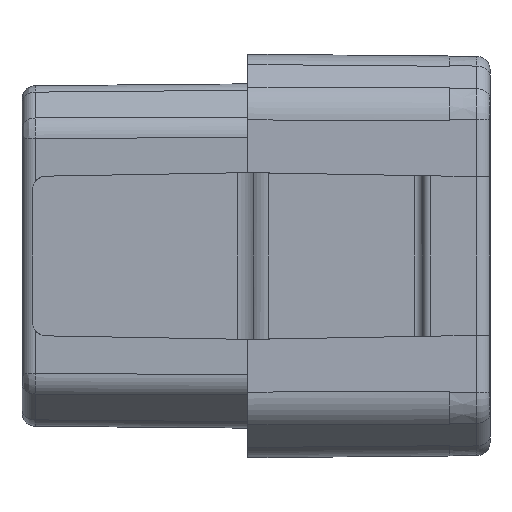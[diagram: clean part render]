
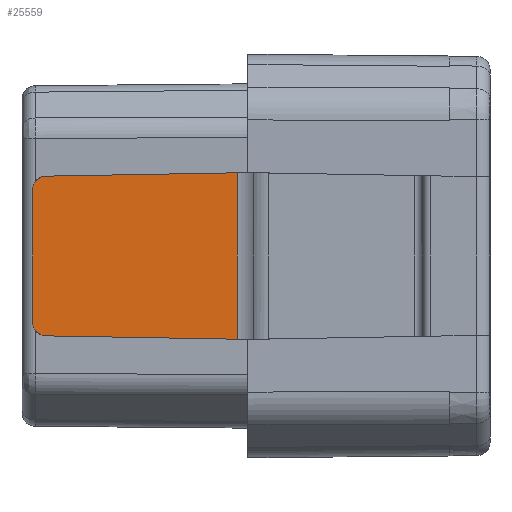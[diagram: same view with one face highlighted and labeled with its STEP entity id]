
A CAD part, left-side view. The second image highlights one B-rep face of the part: STEP entity #25559.
In plain terms, the highlighted planar face has unit normal (-1, 0.018, 0).
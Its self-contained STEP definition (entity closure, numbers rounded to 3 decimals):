
#6091=CARTESIAN_POINT('',(-20.593,0.392,
3.093));
#6109=CARTESIAN_POINT('',(-20.593,0.392,
-3.093));
#6147=DIRECTION('',(0.,0.,-1.));
#6148=VECTOR('',#6147,4.938);
#6149=CARTESIAN_POINT('',(-20.46,8.,2.469));
#6150=LINE('',#6149,#6148);
#6171=CARTESIAN_POINT('',(-20.46,8.,-2.469));
#6172=CARTESIAN_POINT('',(-20.46,8.,-2.551));
#6173=CARTESIAN_POINT('',(-20.461,7.965,
-2.68));
#6174=CARTESIAN_POINT('',(-20.463,7.864,
-2.827));
#6175=CARTESIAN_POINT('',(-20.465,7.719,
-2.93));
#6176=CARTESIAN_POINT('',(-20.468,7.591,
-2.968));
#6177=CARTESIAN_POINT('',(-20.469,7.509,
-2.969));
#6179=CARTESIAN_POINT('',(-20.469,7.509,2.969));
#6180=CARTESIAN_POINT('',(-20.468,7.591,2.968));
#6181=CARTESIAN_POINT('',(-20.465,7.719,2.93));
#6182=CARTESIAN_POINT('',(-20.463,7.864,2.827));
#6183=CARTESIAN_POINT('',(-20.461,7.965,2.68));
#6184=CARTESIAN_POINT('',(-20.46,8.,2.551));
#6185=CARTESIAN_POINT('',(-20.46,8.,2.469));
#6187=DIRECTION('',(-0.017,-1.,0.017));
#6188=VECTOR('',#6187,7.119);
#6189=CARTESIAN_POINT('',(-20.469,7.509,2.969));
#6190=LINE('',#6189,#6188);
#6191=DIRECTION('',(0.,0.,-1.));
#6192=VECTOR('',#6191,6.186);
#6193=CARTESIAN_POINT('',(-20.593,0.392,
3.093));
#6194=LINE('',#6193,#6192);
#6199=DIRECTION('',(-0.017,-1.,-0.017));
#6200=VECTOR('',#6199,7.119);
#6201=CARTESIAN_POINT('',(-20.469,7.509,
-2.969));
#6202=LINE('',#6201,#6200);
#13950=VERTEX_POINT('',#6091);
#13955=VERTEX_POINT('',#6109);
#14158=VERTEX_POINT('',#6171);
#14159=VERTEX_POINT('',#6177);
#14163=CARTESIAN_POINT('',(-20.469,7.509,
2.969));
#14164=VERTEX_POINT('',#14163);
#14165=VERTEX_POINT('',#6185);
#25544=CARTESIAN_POINT('',(-20.6,0.,-3.723));
#25545=DIRECTION('',(-1.,0.017,0.));
#25546=DIRECTION('',(0.,0.,1.));
#25547=AXIS2_PLACEMENT_3D('',#25544,#25545,#25546);
#25548=PLANE('',#25547);
#25550=ORIENTED_EDGE('',*,*,#25549,.F.);
#25551=ORIENTED_EDGE('',*,*,#25507,.F.);
#25552=ORIENTED_EDGE('',*,*,#25461,.F.);
#25553=ORIENTED_EDGE('',*,*,#25441,.T.);
#25554=ORIENTED_EDGE('',*,*,#25414,.T.);
#25556=ORIENTED_EDGE('',*,*,#25555,.F.);
#25557=EDGE_LOOP('',(#25550,#25551,#25552,#25553,#25554,#25556));
#25558=FACE_OUTER_BOUND('',#25557,.F.);
#6178=B_SPLINE_CURVE_WITH_KNOTS('',3,(#6171,#6172,#6173,#6174,#6175,#6176,
#6177),.UNSPECIFIED.,.F.,.F.,(4,1,1,1,4),(0.,0.25,0.5,0.75,1.),
.UNSPECIFIED.);
#6186=B_SPLINE_CURVE_WITH_KNOTS('',3,(#6179,#6180,#6181,#6182,#6183,#6184,
#6185),.UNSPECIFIED.,.F.,.F.,(4,1,1,1,4),(0.,0.25,0.5,0.75,1.),
.UNSPECIFIED.);
#25414=EDGE_CURVE('',#13950,#13955,#6194,.T.);
#25441=EDGE_CURVE('',#14164,#13950,#6190,.T.);
#25461=EDGE_CURVE('',#14164,#14165,#6186,.T.);
#25507=EDGE_CURVE('',#14165,#14158,#6150,.T.);
#25549=EDGE_CURVE('',#14158,#14159,#6178,.T.);
#25555=EDGE_CURVE('',#14159,#13955,#6202,.T.);
#25559=ADVANCED_FACE('',(#25558),#25548,.T.);
